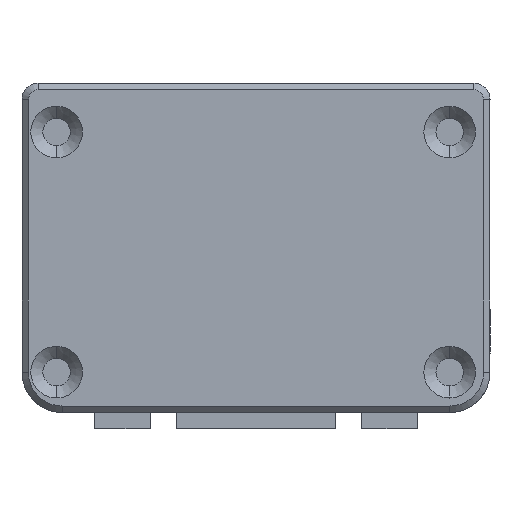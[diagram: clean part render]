
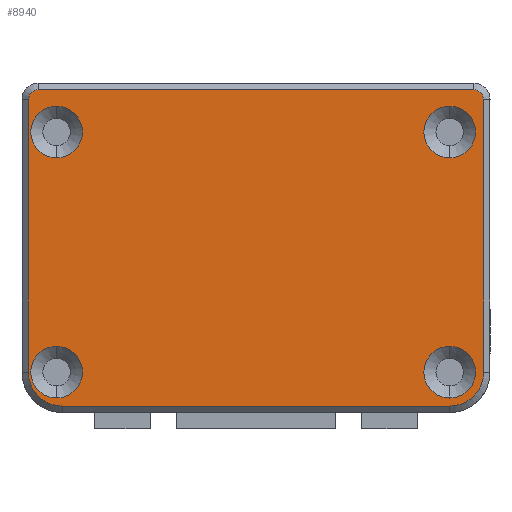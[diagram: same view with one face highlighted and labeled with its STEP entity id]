
A CAD part, front view. The second image highlights one B-rep face of the part: STEP entity #8940.
In plain terms, the highlighted planar face has unit normal (0, -1, 0).
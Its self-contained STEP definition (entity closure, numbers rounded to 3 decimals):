
#30 = ORIENTED_EDGE ( 'NONE', *, *, #3308, .T. ) ;
#53 = AXIS2_PLACEMENT_3D ( 'NONE', #8683, #6552, #2281 ) ;
#86 = DIRECTION ( 'NONE',  ( 0., 0., 1. ) ) ;
#145 = CARTESIAN_POINT ( 'NONE',  ( 12., 1., 2.5 ) ) ;
#174 = CARTESIAN_POINT ( 'NONE',  ( 14.1, 1., 2.5 ) ) ;
#218 = VERTEX_POINT ( 'NONE', #2065 ) ;
#273 = CARTESIAN_POINT ( 'NONE',  ( 12., 1., 17.378 ) ) ;
#504 = CIRCLE ( 'NONE', #53, 1.6 ) ;
#637 = FACE_OUTER_BOUND ( 'NONE', #5153, .T. ) ;
#641 = VERTEX_POINT ( 'NONE', #673 ) ;
#673 = CARTESIAN_POINT ( 'NONE',  ( 14.1, 1., 19.4 ) ) ;
#708 = VERTEX_POINT ( 'NONE', #4732 ) ;
#752 = VERTEX_POINT ( 'NONE', #3616 ) ;
#765 = CARTESIAN_POINT ( 'NONE',  ( 12., 1., 17.378 ) ) ;
#776 = VERTEX_POINT ( 'NONE', #4990 ) ;
#863 = DIRECTION ( 'NONE',  ( 0., 1., 0. ) ) ;
#1128 = DIRECTION ( 'NONE',  ( 0., 0., 1. ) ) ;
#1178 = FACE_BOUND ( 'NONE', #2336, .T. ) ;
#1345 = DIRECTION ( 'NONE',  ( 0., 1., 0. ) ) ;
#1407 = EDGE_CURVE ( 'NONE', #5730, #2420, #4020, .T. ) ;
#1636 = CARTESIAN_POINT ( 'NONE',  ( 12., 1., 18.978 ) ) ;
#1781 = DIRECTION ( 'NONE',  ( 0., -1., 0. ) ) ;
#1875 = EDGE_CURVE ( 'NONE', #752, #3413, #4896, .T. ) ;
#1903 = CIRCLE ( 'NONE', #4246, 1.6 ) ;
#2065 = CARTESIAN_POINT ( 'NONE',  ( -14.1, 1., 19.4 ) ) ;
#2181 = CARTESIAN_POINT ( 'NONE',  ( 12., 1., 4.1 ) ) ;
#2259 = CARTESIAN_POINT ( 'NONE',  ( -12., 1., 2.5 ) ) ;
#2267 = ORIENTED_EDGE ( 'NONE', *, *, #8528, .T. ) ;
#2280 = LINE ( 'NONE', #6504, #7944 ) ;
#2281 = DIRECTION ( 'NONE',  ( 0., 0., 1. ) ) ;
#2336 = EDGE_LOOP ( 'NONE', ( #5695, #6601 ) ) ;
#2414 = AXIS2_PLACEMENT_3D ( 'NONE', #765, #6339, #86 ) ;
#2420 = VERTEX_POINT ( 'NONE', #174 ) ;
#2428 = CARTESIAN_POINT ( 'NONE',  ( -12.357, 1., 2.502 ) ) ;
#2484 = EDGE_CURVE ( 'NONE', #6788, #8529, #6961, .T. ) ;
#2527 = FACE_BOUND ( 'NONE', #2956, .T. ) ;
#2614 = DIRECTION ( 'NONE',  ( 0., -1., 0. ) ) ;
#2737 = CARTESIAN_POINT ( 'NONE',  ( -12.357, 1., 4.102 ) ) ;
#2804 = DIRECTION ( 'NONE',  ( 1., 0., 0. ) ) ;
#2956 = EDGE_LOOP ( 'NONE', ( #5741, #30 ) ) ;
#3019 = ORIENTED_EDGE ( 'NONE', *, *, #1875, .T. ) ;
#3142 = AXIS2_PLACEMENT_3D ( 'NONE', #2428, #7200, #8737 ) ;
#3152 = ORIENTED_EDGE ( 'NONE', *, *, #7124, .T. ) ;
#3225 = EDGE_CURVE ( 'NONE', #641, #708, #3895, .T. ) ;
#3308 = EDGE_CURVE ( 'NONE', #8653, #5579, #5364, .T. ) ;
#3326 = ORIENTED_EDGE ( 'NONE', *, *, #3225, .T. ) ;
#3413 = VERTEX_POINT ( 'NONE', #2737 ) ;
#3487 = VERTEX_POINT ( 'NONE', #2181 ) ;
#3601 = DIRECTION ( 'NONE',  ( 0., 0., 1. ) ) ;
#3610 = ORIENTED_EDGE ( 'NONE', *, *, #2484, .T. ) ;
#3616 = CARTESIAN_POINT ( 'NONE',  ( -12.357, 1., 0.902 ) ) ;
#3627 = LINE ( 'NONE', #6430, #4969 ) ;
#3632 = DIRECTION ( 'NONE',  ( 0., 0., 1. ) ) ;
#3701 = DIRECTION ( 'NONE',  ( 0., 0., 1. ) ) ;
#3804 = EDGE_CURVE ( 'NONE', #7315, #218, #7123, .T. ) ;
#3840 = ORIENTED_EDGE ( 'NONE', *, *, #3804, .T. ) ;
#3895 = CIRCLE ( 'NONE', #8123, 0.6 ) ;
#3961 = CARTESIAN_POINT ( 'NONE',  ( 12., 1., 2.5 ) ) ;
#3997 = CIRCLE ( 'NONE', #7061, 2.1 ) ;
#4020 = CIRCLE ( 'NONE', #8250, 2.1 ) ;
#4086 = AXIS2_PLACEMENT_3D ( 'NONE', #7268, #7889, #7848 ) ;
#4102 = DIRECTION ( 'NONE',  ( 0., 0., 1. ) ) ;
#4190 = EDGE_CURVE ( 'NONE', #4477, #3487, #1903, .T. ) ;
#4222 = VECTOR ( 'NONE', #4684, 1000. ) ;
#4246 = AXIS2_PLACEMENT_3D ( 'NONE', #5045, #8512, #5867 ) ;
#4358 = EDGE_CURVE ( 'NONE', #218, #8454, #4544, .T. ) ;
#4403 = EDGE_LOOP ( 'NONE', ( #3019, #6151 ) ) ;
#4477 = VERTEX_POINT ( 'NONE', #4853 ) ;
#4528 = CARTESIAN_POINT ( 'NONE',  ( 12., 1., 20. ) ) ;
#4544 = LINE ( 'NONE', #5958, #4222 ) ;
#4657 = DIRECTION ( 'NONE',  ( 0., -1., 0. ) ) ;
#4681 = CARTESIAN_POINT ( 'NONE',  ( 13.5, 1., 19.4 ) ) ;
#4684 = DIRECTION ( 'NONE',  ( 0., 0., -1. ) ) ;
#4732 = CARTESIAN_POINT ( 'NONE',  ( 13.5, 1., 20. ) ) ;
#4772 = EDGE_CURVE ( 'NONE', #3487, #4477, #6418, .T. ) ;
#4789 = FACE_BOUND ( 'NONE', #4403, .T. ) ;
#4800 = EDGE_CURVE ( 'NONE', #3413, #752, #7299, .T. ) ;
#4809 = CARTESIAN_POINT ( 'NONE',  ( -12.357, 1., 17.378 ) ) ;
#4853 = CARTESIAN_POINT ( 'NONE',  ( 12., 1., 0.9 ) ) ;
#4857 = CARTESIAN_POINT ( 'NONE',  ( -12.357, 1., 15.778 ) ) ;
#4896 = CIRCLE ( 'NONE', #3142, 1.6 ) ;
#4957 = AXIS2_PLACEMENT_3D ( 'NONE', #145, #7042, #3601 ) ;
#4969 = VECTOR ( 'NONE', #2804, 1000. ) ;
#4990 = CARTESIAN_POINT ( 'NONE',  ( -12., 1., 0.4 ) ) ;
#5011 = CARTESIAN_POINT ( 'NONE',  ( 12., 1., 15.778 ) ) ;
#5045 = CARTESIAN_POINT ( 'NONE',  ( 12., 1., 2.5 ) ) ;
#5072 = CARTESIAN_POINT ( 'NONE',  ( -13.5, 1., 20. ) ) ;
#5153 = EDGE_LOOP ( 'NONE', ( #3326, #3152, #3840, #6121, #8430, #8400, #7285, #2267 ) ) ;
#5281 = EDGE_CURVE ( 'NONE', #8529, #6788, #8747, .T. ) ;
#5364 = CIRCLE ( 'NONE', #7119, 1.6 ) ;
#5507 = CARTESIAN_POINT ( 'NONE',  ( -14.1, 1., 2.5 ) ) ;
#5579 = VERTEX_POINT ( 'NONE', #4857 ) ;
#5695 = ORIENTED_EDGE ( 'NONE', *, *, #4190, .T. ) ;
#5730 = VERTEX_POINT ( 'NONE', #8594 ) ;
#5741 = ORIENTED_EDGE ( 'NONE', *, *, #7027, .T. ) ;
#5867 = DIRECTION ( 'NONE',  ( 0., 0., 1. ) ) ;
#5958 = CARTESIAN_POINT ( 'NONE',  ( -14.1, 1., 2.5 ) ) ;
#6015 = EDGE_CURVE ( 'NONE', #776, #5730, #3627, .T. ) ;
#6020 = CARTESIAN_POINT ( 'NONE',  ( 12., 1., 2.5 ) ) ;
#6037 = VECTOR ( 'NONE', #6587, 1000. ) ;
#6041 = CARTESIAN_POINT ( 'NONE',  ( -12.357, 1., 18.978 ) ) ;
#6096 = DIRECTION ( 'NONE',  ( 0., 1., 0. ) ) ;
#6121 = ORIENTED_EDGE ( 'NONE', *, *, #4358, .T. ) ;
#6151 = ORIENTED_EDGE ( 'NONE', *, *, #4800, .T. ) ;
#6339 = DIRECTION ( 'NONE',  ( 0., 1., 0. ) ) ;
#6418 = CIRCLE ( 'NONE', #4957, 1.6 ) ;
#6430 = CARTESIAN_POINT ( 'NONE',  ( 12., 1., 0.4 ) ) ;
#6504 = CARTESIAN_POINT ( 'NONE',  ( 14.1, 1., 2.5 ) ) ;
#6552 = DIRECTION ( 'NONE',  ( 0., 1., 0. ) ) ;
#6587 = DIRECTION ( 'NONE',  ( -1., 0., 0. ) ) ;
#6597 = DIRECTION ( 'NONE',  ( 0., 0., 1. ) ) ;
#6601 = ORIENTED_EDGE ( 'NONE', *, *, #4772, .T. ) ;
#6715 = DIRECTION ( 'NONE',  ( 0., 0., 1. ) ) ;
#6762 = FACE_BOUND ( 'NONE', #7799, .T. ) ;
#6788 = VERTEX_POINT ( 'NONE', #5011 ) ;
#6938 = PLANE ( 'NONE',  #7209 ) ;
#6961 = CIRCLE ( 'NONE', #2414, 1.6 ) ;
#7016 = AXIS2_PLACEMENT_3D ( 'NONE', #273, #863, #3632 ) ;
#7027 = EDGE_CURVE ( 'NONE', #5579, #8653, #504, .T. ) ;
#7042 = DIRECTION ( 'NONE',  ( 0., 1., 0. ) ) ;
#7061 = AXIS2_PLACEMENT_3D ( 'NONE', #2259, #8440, #7656 ) ;
#7119 = AXIS2_PLACEMENT_3D ( 'NONE', #4809, #6096, #7674 ) ;
#7123 = CIRCLE ( 'NONE', #7834, 0.6 ) ;
#7124 = EDGE_CURVE ( 'NONE', #708, #7315, #7890, .T. ) ;
#7200 = DIRECTION ( 'NONE',  ( 0., 1., 0. ) ) ;
#7209 = AXIS2_PLACEMENT_3D ( 'NONE', #3961, #1345, #4102 ) ;
#7268 = CARTESIAN_POINT ( 'NONE',  ( -12.357, 1., 2.502 ) ) ;
#7285 = ORIENTED_EDGE ( 'NONE', *, *, #1407, .T. ) ;
#7299 = CIRCLE ( 'NONE', #4086, 1.6 ) ;
#7315 = VERTEX_POINT ( 'NONE', #5072 ) ;
#7656 = DIRECTION ( 'NONE',  ( 0., 0., 1. ) ) ;
#7674 = DIRECTION ( 'NONE',  ( 0., 0., 1. ) ) ;
#7761 = EDGE_CURVE ( 'NONE', #8454, #776, #3997, .T. ) ;
#7799 = EDGE_LOOP ( 'NONE', ( #3610, #8293 ) ) ;
#7834 = AXIS2_PLACEMENT_3D ( 'NONE', #8058, #2614, #1128 ) ;
#7848 = DIRECTION ( 'NONE',  ( 0., 0., 1. ) ) ;
#7889 = DIRECTION ( 'NONE',  ( 0., 1., 0. ) ) ;
#7890 = LINE ( 'NONE', #4528, #6037 ) ;
#7944 = VECTOR ( 'NONE', #3701, 1000. ) ;
#8058 = CARTESIAN_POINT ( 'NONE',  ( -13.5, 1., 19.4 ) ) ;
#8123 = AXIS2_PLACEMENT_3D ( 'NONE', #4681, #1781, #6597 ) ;
#8250 = AXIS2_PLACEMENT_3D ( 'NONE', #6020, #4657, #6715 ) ;
#8293 = ORIENTED_EDGE ( 'NONE', *, *, #5281, .T. ) ;
#8400 = ORIENTED_EDGE ( 'NONE', *, *, #6015, .T. ) ;
#8430 = ORIENTED_EDGE ( 'NONE', *, *, #7761, .T. ) ;
#8440 = DIRECTION ( 'NONE',  ( 0., -1., 0. ) ) ;
#8454 = VERTEX_POINT ( 'NONE', #5507 ) ;
#8512 = DIRECTION ( 'NONE',  ( 0., 1., 0. ) ) ;
#8528 = EDGE_CURVE ( 'NONE', #2420, #641, #2280, .T. ) ;
#8529 = VERTEX_POINT ( 'NONE', #1636 ) ;
#8594 = CARTESIAN_POINT ( 'NONE',  ( 12., 1., 0.4 ) ) ;
#8653 = VERTEX_POINT ( 'NONE', #6041 ) ;
#8683 = CARTESIAN_POINT ( 'NONE',  ( -12.357, 1., 17.378 ) ) ;
#8737 = DIRECTION ( 'NONE',  ( 0., 0., 1. ) ) ;
#8747 = CIRCLE ( 'NONE', #7016, 1.6 ) ;
#8940 = ADVANCED_FACE ( 'NONE', ( #637, #6762, #1178, #2527, #4789 ), #6938, .F. ) ;
